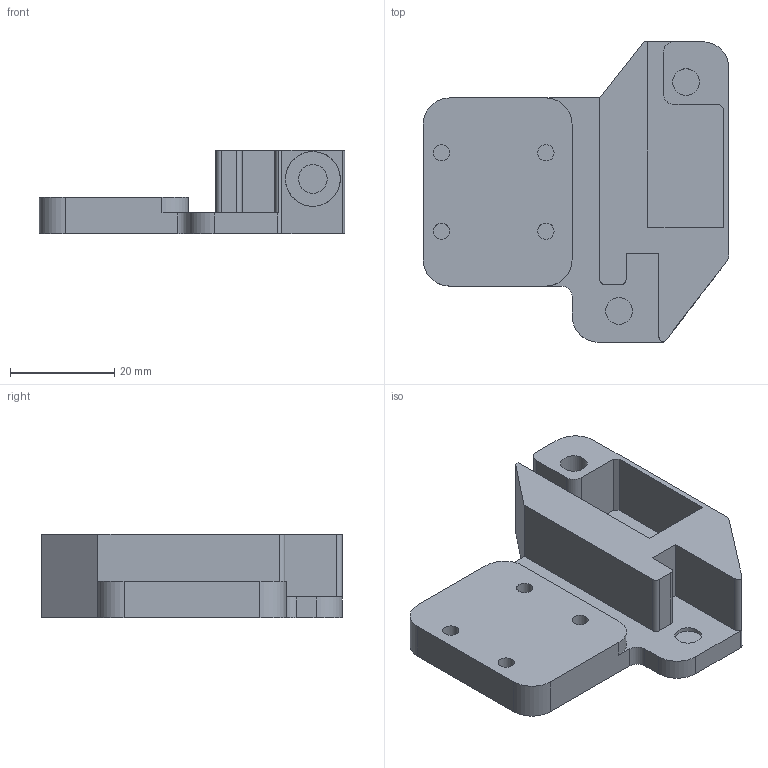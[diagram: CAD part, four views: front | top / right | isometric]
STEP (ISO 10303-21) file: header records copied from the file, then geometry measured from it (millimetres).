
FILE_DESCRIPTION(/* description */ ('xy_joiner_plate'),/* implementation_level */ '2;1');
FILE_NAME(/* name */ 'xy_joiner_plate_right.step',/* time_stamp */ '2022-08-08T18:50:54+08:00',/* author */ ('user'),/* organization */ (''),/* preprocessor_version */ 'ST-DEVELOPER v19',/* originating_system */ 'Autodesk Inventor 2023',/* authorisation */ '');
FILE_SCHEMA (('AUTOMOTIVE_DESIGN { 1 0 10303 214 3 1 1 }'));
Length unit declared in the file: millimetre
Products named in the file (1): xy_joiner_plate_right
Bounding box: 58.5 x 57.5 x 16 mm (x, y, z)
Volume: 20007 mm3; surface area: 10276.2 mm2
Topology: 1 solids, 1 shells, 77 faces, 185 edges, 124 vertices
Faces by surface type: plane 51, cylinder 26
Full cylindrical faces by diameter (mm): 3.1 x4, 5.1 x2, 5.5 x1, 6 x4, 10.5 x1
Entity records: 2311 total; most frequent: DIRECTION 394, CARTESIAN_POINT 387, ORIENTED_EDGE 370, EDGE_CURVE 185, LINE 132, VECTOR 132, AXIS2_PLACEMENT_3D 131, VERTEX_POINT 123
